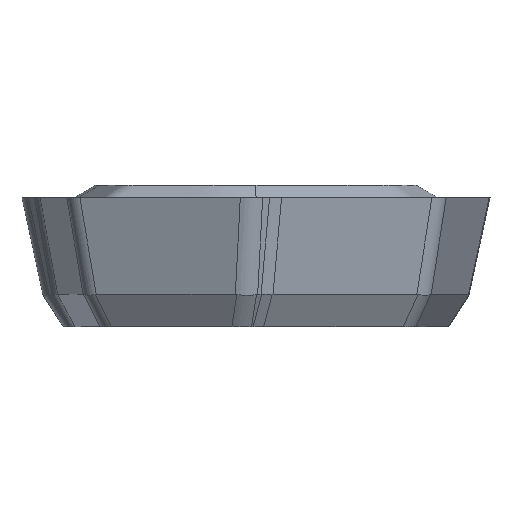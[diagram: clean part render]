
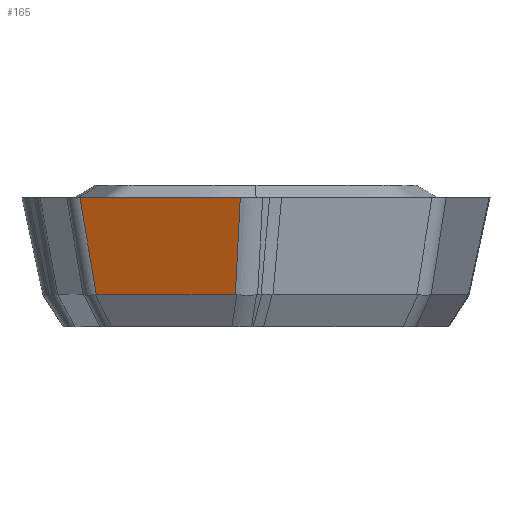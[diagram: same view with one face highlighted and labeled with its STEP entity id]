
A CAD part, left-side view. The second image highlights one B-rep face of the part: STEP entity #165.
In plain terms, the highlighted planar face has unit normal (-0.948, 0.254, -0.191).
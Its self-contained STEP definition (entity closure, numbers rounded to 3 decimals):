
#108=FACE_OUTER_BOUND('',#259,.T.);
#165=ADVANCED_FACE('',(#108),#201,.T.);
#201=PLANE('',#1422);
#259=EDGE_LOOP('',(#531,#532,#533,#534));
#531=ORIENTED_EDGE('',*,*,#884,.T.);
#532=ORIENTED_EDGE('',*,*,#885,.T.);
#533=ORIENTED_EDGE('',*,*,#877,.T.);
#534=ORIENTED_EDGE('',*,*,#752,.T.);
#634=VERTEX_POINT('',#1872);
#635=VERTEX_POINT('',#1874);
#724=VERTEX_POINT('',#2550);
#727=VERTEX_POINT('',#2564);
#752=EDGE_CURVE('',#635,#634,#1153,.T.);
#877=EDGE_CURVE('',#724,#635,#1214,.T.);
#884=EDGE_CURVE('',#634,#727,#1220,.T.);
#885=EDGE_CURVE('',#727,#724,#1221,.T.);
#1153=LINE('',#1873,#1249);
#1214=LINE('',#2549,#1310);
#1220=LINE('',#2563,#1316);
#1221=LINE('',#2565,#1317);
#1249=VECTOR('',#1492,1.);
#1310=VECTOR('',#1701,1.);
#1316=VECTOR('',#1717,1.);
#1317=VECTOR('',#1718,1.);
#1422=AXIS2_PLACEMENT_3D('',#2566,#1719,#1720);
#1492=DIRECTION('',(0.259,0.966,0.));
#1701=DIRECTION('',(-0.21,-0.05,0.976));
#1717=DIRECTION('',(0.152,-0.166,-0.974));
#1718=DIRECTION('',(-0.259,-0.966,0.));
#1719=DIRECTION('',(-0.948,0.254,-0.191));
#1720=DIRECTION('',(-0.259,-0.966,0.));
#1872=CARTESIAN_POINT('',(-6.197,5.737,-0.4));
#1873=CARTESIAN_POINT('',(-7.708,0.1,-0.4));
#1874=CARTESIAN_POINT('',(-7.597,0.511,-0.4));
#2549=CARTESIAN_POINT('',(-7.607,0.509,-0.357));
#2550=CARTESIAN_POINT('',(-6.92,0.674,-3.55));
#2563=CARTESIAN_POINT('',(-6.09,5.621,-1.086));
#2564=CARTESIAN_POINT('',(-5.707,5.202,-3.55));
#2565=CARTESIAN_POINT('',(-7.116,-0.059,-3.55));
#2566=CARTESIAN_POINT('',(-7.708,0.1,-0.4));
